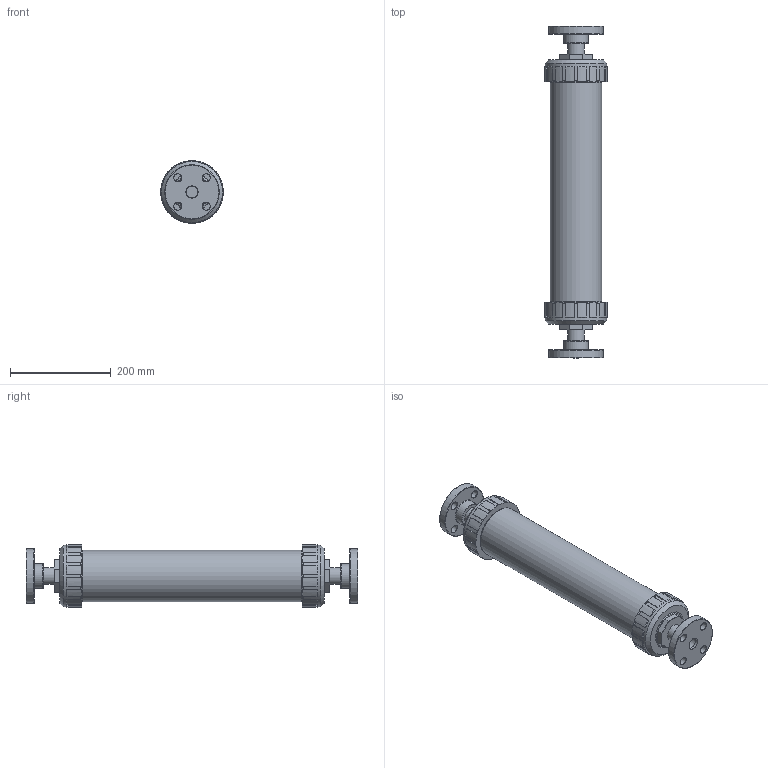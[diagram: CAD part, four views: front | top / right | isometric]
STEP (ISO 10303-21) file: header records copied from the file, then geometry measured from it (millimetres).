
FILE_DESCRIPTION((''),'2;1');
FILE_NAME('CVG-2000-PV-10F_R0.stp','2017-07-25T08:49:56',('salesdesk5'),(''),'Autodesk Inventor 2009','Autodesk Inventor 2009','');
FILE_SCHEMA(('AUTOMOTIVE_DESIGN { 1 0 10303 214 1 1 1 1 }'));
Length unit declared in the file: inch
Products named in the file (1): CVG-2000-PV-10F_R0
Bounding box: 124.21 x 657.86 x 124.21 mm (x, y, z)
Volume: 4943029.6 mm3; surface area: 308396.1 mm2
Topology: 1 solids, 13 shells, 363 faces, 875 edges, 556 vertices
Faces by surface type: bspline 118, plane 102, cone 62, cylinder 55, torus 26
Full cylindrical faces by diameter (mm): 16.002 x8, 23.774 x2, 24.308 x2, 33.401 x2, 49.301 x2, 76.454 x2, 78.105 x2, 100.203 x14, 101.6 x1, 107.95 x2, 121.158 x2, 124.206 x2
Entity records: 16873 total; most frequent: CARTESIAN_POINT 8843, ORIENTED_EDGE 1608, DIRECTION 1400, EDGE_CURVE 804, VERTEX_POINT 546, AXIS2_PLACEMENT_3D 528, EDGE_LOOP 458, FACE_OUTER_BOUND 363
